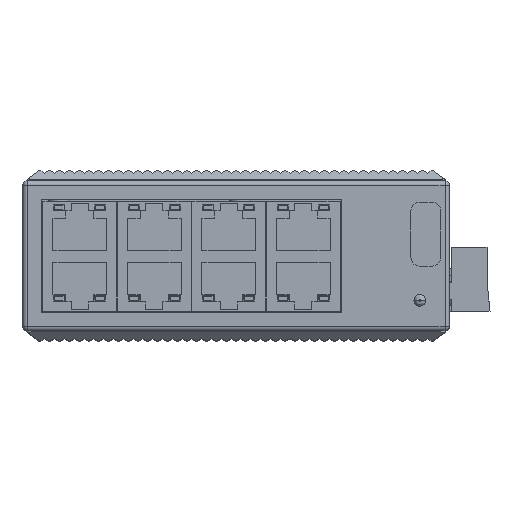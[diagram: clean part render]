
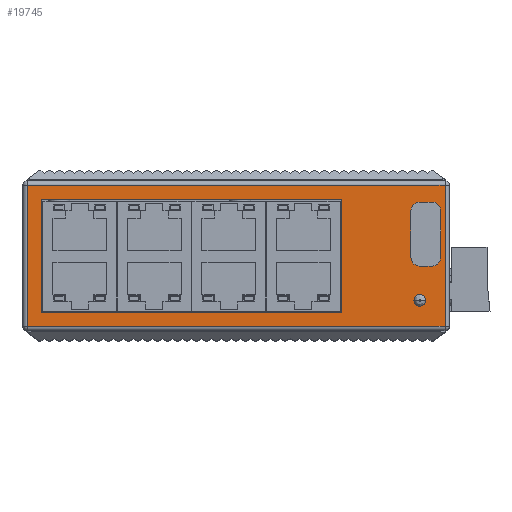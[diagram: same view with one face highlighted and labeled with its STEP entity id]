
A CAD part, top view. The second image highlights one B-rep face of the part: STEP entity #19745.
In plain terms, the highlighted planar face has unit normal (0, 0, 1).
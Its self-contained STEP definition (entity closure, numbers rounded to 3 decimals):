
#7033=DIRECTION('',(0.,-1.,0.));
#7034=VECTOR('',#7033,33.16);
#7035=CARTESIAN_POINT('',(49.,16.58,39.));
#7036=LINE('',#7035,#7034);
#7060=DIRECTION('',(-1.,0.,0.));
#7061=VECTOR('',#7060,98.);
#7062=CARTESIAN_POINT('',(49.,-16.58,39.));
#7063=LINE('',#7062,#7061);
#7112=DIRECTION('',(0.,1.,0.));
#7113=VECTOR('',#7112,33.16);
#7114=CARTESIAN_POINT('',(-49.,-16.58,39.));
#7115=LINE('',#7114,#7113);
#7146=DIRECTION('',(1.,0.,0.));
#7147=VECTOR('',#7146,98.);
#7148=CARTESIAN_POINT('',(-49.,16.58,39.));
#7149=LINE('',#7148,#7147);
#7154=CARTESIAN_POINT('',(43.,-0.42,39.));
#7155=DIRECTION('',(0.,0.,-1.));
#7156=DIRECTION('',(0.,-1.,0.));
#7157=AXIS2_PLACEMENT_3D('',#7154,#7155,#7156);
#7159=DIRECTION('',(-1.,0.,0.));
#7160=VECTOR('',#7159,3.);
#7161=CARTESIAN_POINT('',(46.,-2.42,39.));
#7162=LINE('',#7161,#7160);
#7163=CARTESIAN_POINT('',(46.,-0.42,39.));
#7164=DIRECTION('',(0.,0.,-1.));
#7165=DIRECTION('',(1.,0.,0.));
#7166=AXIS2_PLACEMENT_3D('',#7163,#7164,#7165);
#7168=DIRECTION('',(0.,-1.,0.));
#7169=VECTOR('',#7168,11.);
#7170=CARTESIAN_POINT('',(48.,10.58,39.));
#7171=LINE('',#7170,#7169);
#7172=CARTESIAN_POINT('',(46.,10.58,39.));
#7173=DIRECTION('',(0.,0.,-1.));
#7174=DIRECTION('',(0.,1.,0.));
#7175=AXIS2_PLACEMENT_3D('',#7172,#7173,#7174);
#7177=DIRECTION('',(1.,0.,0.));
#7178=VECTOR('',#7177,3.);
#7179=CARTESIAN_POINT('',(43.,12.58,39.));
#7180=LINE('',#7179,#7178);
#7181=CARTESIAN_POINT('',(43.,10.58,39.));
#7182=DIRECTION('',(0.,0.,-1.));
#7183=DIRECTION('',(-1.,0.,0.));
#7184=AXIS2_PLACEMENT_3D('',#7181,#7182,#7183);
#7186=DIRECTION('',(0.,1.,0.));
#7187=VECTOR('',#7186,11.);
#7188=CARTESIAN_POINT('',(41.,-0.42,39.));
#7189=LINE('',#7188,#7187);
#7190=CARTESIAN_POINT('',(43.1,-10.48,39.));
#7191=DIRECTION('',(0.,0.,-1.));
#7192=DIRECTION('',(0.,-1.,0.));
#7193=AXIS2_PLACEMENT_3D('',#7190,#7191,#7192);
#7195=CARTESIAN_POINT('',(43.1,-10.48,39.));
#7196=DIRECTION('',(0.,0.,-1.));
#7197=DIRECTION('',(0.,1.,0.));
#7198=AXIS2_PLACEMENT_3D('',#7195,#7196,#7197);
#7200=DIRECTION('',(0.,-1.,0.));
#7201=VECTOR('',#7200,26.4);
#7202=CARTESIAN_POINT('',(24.8,13.12,39.));
#7203=LINE('',#7202,#7201);
#7204=DIRECTION('',(1.,0.,0.));
#7205=VECTOR('',#7204,70.48);
#7206=CARTESIAN_POINT('',(-45.68,13.12,39.));
#7207=LINE('',#7206,#7205);
#7208=DIRECTION('',(0.,1.,0.));
#7209=VECTOR('',#7208,26.4);
#7210=CARTESIAN_POINT('',(-45.68,-13.28,39.));
#7211=LINE('',#7210,#7209);
#7212=DIRECTION('',(-1.,0.,0.));
#7213=VECTOR('',#7212,70.48);
#7214=CARTESIAN_POINT('',(24.8,-13.28,39.));
#7215=LINE('',#7214,#7213);
#9283=CARTESIAN_POINT('',(43.1,-9.095,39.));
#9284=VERTEX_POINT('',#9283);
#9285=CARTESIAN_POINT('',(43.1,-11.865,39.));
#9286=VERTEX_POINT('',#9285);
#9369=CARTESIAN_POINT('',(-45.68,13.12,39.));
#9370=VERTEX_POINT('',#9369);
#9371=CARTESIAN_POINT('',(-45.68,-13.28,39.));
#9372=VERTEX_POINT('',#9371);
#9447=CARTESIAN_POINT('',(24.8,-13.28,39.));
#9448=VERTEX_POINT('',#9447);
#9449=CARTESIAN_POINT('',(24.8,13.12,39.));
#9450=VERTEX_POINT('',#9449);
#9592=CARTESIAN_POINT('',(49.,16.58,39.));
#9593=VERTEX_POINT('',#9592);
#9594=CARTESIAN_POINT('',(49.,-16.58,39.));
#9595=VERTEX_POINT('',#9594);
#9626=CARTESIAN_POINT('',(-49.,16.58,39.));
#9627=VERTEX_POINT('',#9626);
#9679=CARTESIAN_POINT('',(43.,-2.42,39.));
#9680=CARTESIAN_POINT('',(41.,-0.42,39.));
#9681=VERTEX_POINT('',#9679);
#9682=VERTEX_POINT('',#9680);
#9683=CARTESIAN_POINT('',(-49.,-16.58,39.));
#9684=VERTEX_POINT('',#9683);
#9742=CARTESIAN_POINT('',(41.,10.58,39.));
#9743=VERTEX_POINT('',#9742);
#9744=CARTESIAN_POINT('',(46.,-2.42,39.));
#9745=VERTEX_POINT('',#9744);
#9804=CARTESIAN_POINT('',(43.,12.58,39.));
#9805=VERTEX_POINT('',#9804);
#9806=CARTESIAN_POINT('',(48.,-0.42,39.));
#9807=VERTEX_POINT('',#9806);
#9874=CARTESIAN_POINT('',(46.,12.58,39.));
#9875=VERTEX_POINT('',#9874);
#9878=CARTESIAN_POINT('',(48.,10.58,39.));
#9879=VERTEX_POINT('',#9878);
#19700=CARTESIAN_POINT('',(0.,0.,39.));
#19701=DIRECTION('',(0.,0.,1.));
#19702=DIRECTION('',(1.,0.,0.));
#19703=AXIS2_PLACEMENT_3D('',#19700,#19701,#19702);
#19704=PLANE('',#19703);
#19705=ORIENTED_EDGE('',*,*,#19693,.T.);
#19706=ORIENTED_EDGE('',*,*,#19536,.T.);
#19707=ORIENTED_EDGE('',*,*,#19564,.T.);
#19708=ORIENTED_EDGE('',*,*,#19659,.T.);
#19709=EDGE_LOOP('',(#19705,#19706,#19707,#19708));
#19710=FACE_OUTER_BOUND('',#19709,.F.);
#19712=ORIENTED_EDGE('',*,*,#19711,.F.);
#19714=ORIENTED_EDGE('',*,*,#19713,.F.);
#19716=ORIENTED_EDGE('',*,*,#19715,.F.);
#19718=ORIENTED_EDGE('',*,*,#19717,.F.);
#19720=ORIENTED_EDGE('',*,*,#19719,.F.);
#19722=ORIENTED_EDGE('',*,*,#19721,.F.);
#19724=ORIENTED_EDGE('',*,*,#19723,.F.);
#19726=ORIENTED_EDGE('',*,*,#19725,.F.);
#19727=EDGE_LOOP('',(#19712,#19714,#19716,#19718,#19720,#19722,#19724,#19726));
#19728=FACE_BOUND('',#19727,.F.);
#19730=ORIENTED_EDGE('',*,*,#19729,.F.);
#19732=ORIENTED_EDGE('',*,*,#19731,.F.);
#19733=EDGE_LOOP('',(#19730,#19732));
#19734=FACE_BOUND('',#19733,.F.);
#19736=ORIENTED_EDGE('',*,*,#19735,.F.);
#19738=ORIENTED_EDGE('',*,*,#19737,.F.);
#19740=ORIENTED_EDGE('',*,*,#19739,.F.);
#19742=ORIENTED_EDGE('',*,*,#19741,.F.);
#19743=EDGE_LOOP('',(#19736,#19738,#19740,#19742));
#19744=FACE_BOUND('',#19743,.F.);
#19745=ADVANCED_FACE('',(#19710,#19728,#19734,#19744),#19704,.T.);
#7158=CIRCLE('',#7157,2.);
#7167=CIRCLE('',#7166,2.);
#7176=CIRCLE('',#7175,2.);
#7185=CIRCLE('',#7184,2.);
#7194=CIRCLE('',#7193,1.385);
#7199=CIRCLE('',#7198,1.385);
#19536=EDGE_CURVE('',#9593,#9595,#7036,.T.);
#19564=EDGE_CURVE('',#9595,#9684,#7063,.T.);
#19659=EDGE_CURVE('',#9684,#9627,#7115,.T.);
#19693=EDGE_CURVE('',#9627,#9593,#7149,.T.);
#19711=EDGE_CURVE('',#9681,#9682,#7158,.T.);
#19713=EDGE_CURVE('',#9745,#9681,#7162,.T.);
#19715=EDGE_CURVE('',#9807,#9745,#7167,.T.);
#19717=EDGE_CURVE('',#9879,#9807,#7171,.T.);
#19719=EDGE_CURVE('',#9875,#9879,#7176,.T.);
#19721=EDGE_CURVE('',#9805,#9875,#7180,.T.);
#19723=EDGE_CURVE('',#9743,#9805,#7185,.T.);
#19725=EDGE_CURVE('',#9682,#9743,#7189,.T.);
#19729=EDGE_CURVE('',#9286,#9284,#7194,.T.);
#19731=EDGE_CURVE('',#9284,#9286,#7199,.T.);
#19735=EDGE_CURVE('',#9450,#9448,#7203,.T.);
#19737=EDGE_CURVE('',#9370,#9450,#7207,.T.);
#19739=EDGE_CURVE('',#9372,#9370,#7211,.T.);
#19741=EDGE_CURVE('',#9448,#9372,#7215,.T.);
